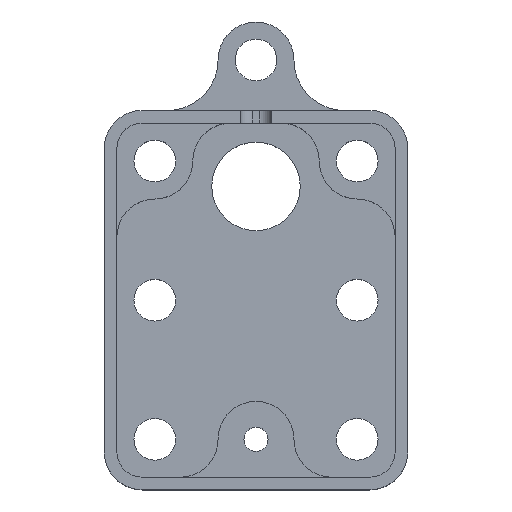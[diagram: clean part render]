
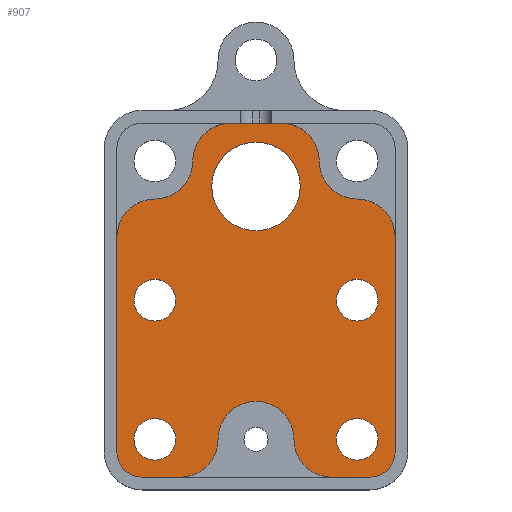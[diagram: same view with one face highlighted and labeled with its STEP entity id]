
A CAD part, top view. The second image highlights one B-rep face of the part: STEP entity #907.
In plain terms, the highlighted planar face has unit normal (0, 0, 1).
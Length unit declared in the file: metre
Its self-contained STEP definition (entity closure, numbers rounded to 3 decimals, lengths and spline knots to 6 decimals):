
#53=CIRCLE('',#980,0.0035);
#54=CIRCLE('',#981,0.00165);
#55=CIRCLE('',#982,0.00165);
#56=CIRCLE('',#983,0.00165);
#57=CIRCLE('',#984,0.00165);
#58=CIRCLE('',#985,0.003);
#59=CIRCLE('',#986,0.003);
#60=CIRCLE('',#987,0.003);
#61=CIRCLE('',#988,0.003);
#62=CIRCLE('',#989,0.003);
#63=CIRCLE('',#990,0.002);
#64=CIRCLE('',#991,0.003);
#65=CIRCLE('',#992,0.003);
#66=CIRCLE('',#993,0.003);
#67=CIRCLE('',#994,0.002);
#68=CIRCLE('',#995,0.003);
#139=ORIENTED_EDGE('',*,*,#401,.F.);
#140=ORIENTED_EDGE('',*,*,#402,.F.);
#141=ORIENTED_EDGE('',*,*,#403,.F.);
#142=ORIENTED_EDGE('',*,*,#404,.F.);
#143=ORIENTED_EDGE('',*,*,#405,.F.);
#144=ORIENTED_EDGE('',*,*,#406,.F.);
#145=ORIENTED_EDGE('',*,*,#407,.T.);
#146=ORIENTED_EDGE('',*,*,#408,.F.);
#147=ORIENTED_EDGE('',*,*,#409,.F.);
#148=ORIENTED_EDGE('',*,*,#410,.T.);
#149=ORIENTED_EDGE('',*,*,#411,.F.);
#150=ORIENTED_EDGE('',*,*,#412,.T.);
#151=ORIENTED_EDGE('',*,*,#413,.F.);
#152=ORIENTED_EDGE('',*,*,#414,.T.);
#153=ORIENTED_EDGE('',*,*,#415,.T.);
#154=ORIENTED_EDGE('',*,*,#416,.F.);
#155=ORIENTED_EDGE('',*,*,#417,.T.);
#156=ORIENTED_EDGE('',*,*,#418,.T.);
#157=ORIENTED_EDGE('',*,*,#419,.F.);
#158=ORIENTED_EDGE('',*,*,#420,.T.);
#159=ORIENTED_EDGE('',*,*,#421,.T.);
#401=EDGE_CURVE('',#531,#531,#53,.T.);
#402=EDGE_CURVE('',#532,#532,#54,.T.);
#403=EDGE_CURVE('',#533,#533,#55,.T.);
#404=EDGE_CURVE('',#534,#534,#56,.T.);
#405=EDGE_CURVE('',#535,#535,#57,.T.);
#406=EDGE_CURVE('',#536,#537,#58,.T.);
#407=EDGE_CURVE('',#536,#538,#59,.T.);
#408=EDGE_CURVE('',#539,#538,#617,.T.);
#409=EDGE_CURVE('',#540,#539,#60,.F.);
#410=EDGE_CURVE('',#540,#541,#61,.F.);
#411=EDGE_CURVE('',#542,#541,#62,.F.);
#412=EDGE_CURVE('',#542,#543,#618,.T.);
#413=EDGE_CURVE('',#544,#543,#63,.F.);
#414=EDGE_CURVE('',#544,#545,#619,.T.);
#415=EDGE_CURVE('',#545,#546,#64,.T.);
#416=EDGE_CURVE('',#547,#546,#65,.T.);
#417=EDGE_CURVE('',#547,#548,#66,.T.);
#418=EDGE_CURVE('',#548,#549,#620,.T.);
#419=EDGE_CURVE('',#550,#549,#67,.F.);
#420=EDGE_CURVE('',#550,#551,#621,.T.);
#421=EDGE_CURVE('',#551,#537,#68,.T.);
#531=VERTEX_POINT('',#1439);
#532=VERTEX_POINT('',#1441);
#533=VERTEX_POINT('',#1443);
#534=VERTEX_POINT('',#1445);
#535=VERTEX_POINT('',#1447);
#536=VERTEX_POINT('',#1449);
#537=VERTEX_POINT('',#1450);
#538=VERTEX_POINT('',#1452);
#539=VERTEX_POINT('',#1454);
#540=VERTEX_POINT('',#1456);
#541=VERTEX_POINT('',#1458);
#542=VERTEX_POINT('',#1460);
#543=VERTEX_POINT('',#1462);
#544=VERTEX_POINT('',#1464);
#545=VERTEX_POINT('',#1466);
#546=VERTEX_POINT('',#1468);
#547=VERTEX_POINT('',#1470);
#548=VERTEX_POINT('',#1472);
#549=VERTEX_POINT('',#1474);
#550=VERTEX_POINT('',#1476);
#551=VERTEX_POINT('',#1478);
#617=LINE('',#1453,#687);
#618=LINE('',#1461,#688);
#619=LINE('',#1465,#689);
#620=LINE('',#1473,#690);
#621=LINE('',#1477,#691);
#687=VECTOR('',#1142,1.);
#688=VECTOR('',#1149,1.);
#689=VECTOR('',#1152,1.);
#690=VECTOR('',#1159,1.);
#691=VECTOR('',#1162,1.);
#737=EDGE_LOOP('',(#139));
#738=EDGE_LOOP('',(#140));
#739=EDGE_LOOP('',(#141));
#740=EDGE_LOOP('',(#142));
#741=EDGE_LOOP('',(#143));
#742=EDGE_LOOP('',(#144,#145,#146,#147,#148,#149,#150,#151,#152,#153,#154,
#155,#156,#157,#158,#159));
#813=FACE_BOUND('',#737,.T.);
#814=FACE_BOUND('',#738,.T.);
#815=FACE_BOUND('',#739,.T.);
#816=FACE_BOUND('',#740,.T.);
#817=FACE_BOUND('',#741,.T.);
#818=FACE_BOUND('',#742,.T.);
#889=PLANE('',#979);
#907=ADVANCED_FACE('',(#813,#814,#815,#816,#817,#818),#889,.T.);
#979=AXIS2_PLACEMENT_3D('',#1437,#1126,#1127);
#980=AXIS2_PLACEMENT_3D('',#1438,#1128,#1129);
#981=AXIS2_PLACEMENT_3D('',#1440,#1130,#1131);
#982=AXIS2_PLACEMENT_3D('',#1442,#1132,#1133);
#983=AXIS2_PLACEMENT_3D('',#1444,#1134,#1135);
#984=AXIS2_PLACEMENT_3D('',#1446,#1136,#1137);
#985=AXIS2_PLACEMENT_3D('',#1448,#1138,#1139);
#986=AXIS2_PLACEMENT_3D('',#1451,#1140,#1141);
#987=AXIS2_PLACEMENT_3D('',#1455,#1143,#1144);
#988=AXIS2_PLACEMENT_3D('',#1457,#1145,#1146);
#989=AXIS2_PLACEMENT_3D('',#1459,#1147,#1148);
#990=AXIS2_PLACEMENT_3D('',#1463,#1150,#1151);
#991=AXIS2_PLACEMENT_3D('',#1467,#1153,#1154);
#992=AXIS2_PLACEMENT_3D('',#1469,#1155,#1156);
#993=AXIS2_PLACEMENT_3D('',#1471,#1157,#1158);
#994=AXIS2_PLACEMENT_3D('',#1475,#1160,#1161);
#995=AXIS2_PLACEMENT_3D('',#1479,#1163,#1164);
#1126=DIRECTION('',(0.,0.,1.));
#1127=DIRECTION('',(1.,0.,0.));
#1128=DIRECTION('',(0.,0.,1.));
#1129=DIRECTION('',(1.,0.,0.));
#1130=DIRECTION('',(0.,0.,1.));
#1131=DIRECTION('',(1.,0.,0.));
#1132=DIRECTION('',(0.,0.,1.));
#1133=DIRECTION('',(1.,0.,0.));
#1134=DIRECTION('',(0.,0.,1.));
#1135=DIRECTION('',(1.,0.,0.));
#1136=DIRECTION('',(0.,0.,1.));
#1137=DIRECTION('',(1.,0.,0.));
#1138=DIRECTION('',(0.,0.,1.));
#1139=DIRECTION('',(1.,0.,0.));
#1140=DIRECTION('',(0.,0.,1.));
#1141=DIRECTION('',(1.,0.,0.));
#1142=DIRECTION('',(1.,0.,0.));
#1143=DIRECTION('',(0.,0.,1.));
#1144=DIRECTION('',(1.,0.,0.));
#1145=DIRECTION('',(0.,0.,1.));
#1146=DIRECTION('',(1.,0.,0.));
#1147=DIRECTION('',(0.,0.,1.));
#1148=DIRECTION('',(1.,0.,0.));
#1149=DIRECTION('',(0.,-1.,0.));
#1150=DIRECTION('',(0.,0.,1.));
#1151=DIRECTION('',(1.,0.,0.));
#1152=DIRECTION('',(1.,0.,0.));
#1153=DIRECTION('',(0.,0.,1.));
#1154=DIRECTION('',(1.,0.,0.));
#1155=DIRECTION('',(0.,0.,1.));
#1156=DIRECTION('',(1.,0.,0.));
#1157=DIRECTION('',(0.,0.,1.));
#1158=DIRECTION('',(1.,0.,0.));
#1159=DIRECTION('',(1.,0.,0.));
#1160=DIRECTION('',(0.,0.,1.));
#1161=DIRECTION('',(1.,0.,0.));
#1162=DIRECTION('',(0.,1.,0.));
#1163=DIRECTION('',(0.,0.,1.));
#1164=DIRECTION('',(1.,0.,0.));
#1437=CARTESIAN_POINT('',(0.,0.,0.0032));
#1438=CARTESIAN_POINT('',(0.,0.009,0.0032));
#1439=CARTESIAN_POINT('',(0.0035,0.009,0.0032));
#1440=CARTESIAN_POINT('',(-0.008,0.,0.0032));
#1441=CARTESIAN_POINT('',(-0.00635,0.,0.0032));
#1442=CARTESIAN_POINT('',(-0.008,-0.011,0.0032));
#1443=CARTESIAN_POINT('',(-0.00635,-0.011,0.0032));
#1444=CARTESIAN_POINT('',(0.008,-0.011,0.0032));
#1445=CARTESIAN_POINT('',(0.00965,-0.011,0.0032));
#1446=CARTESIAN_POINT('',(0.008,0.,0.0032));
#1447=CARTESIAN_POINT('',(0.00965,0.,0.0032));
#1448=CARTESIAN_POINT('',(0.008,0.011,0.0032));
#1449=CARTESIAN_POINT('',(0.005,0.011,0.0032));
#1450=CARTESIAN_POINT('',(0.008,0.008,0.0032));
#1451=CARTESIAN_POINT('',(0.002,0.011,0.0032));
#1452=CARTESIAN_POINT('',(0.002,0.014,0.0032));
#1453=CARTESIAN_POINT('',(0.,0.014,0.0032));
#1454=CARTESIAN_POINT('',(-0.002,0.014,0.0032));
#1455=CARTESIAN_POINT('',(-0.002,0.011,0.0032));
#1456=CARTESIAN_POINT('',(-0.005,0.011,0.0032));
#1457=CARTESIAN_POINT('',(-0.008,0.011,0.0032));
#1458=CARTESIAN_POINT('',(-0.008,0.008,0.0032));
#1459=CARTESIAN_POINT('',(-0.008,0.005,0.0032));
#1460=CARTESIAN_POINT('',(-0.011,0.005,0.0032));
#1461=CARTESIAN_POINT('',(-0.011,0.,0.0032));
#1462=CARTESIAN_POINT('',(-0.011,-0.012,0.0032));
#1463=CARTESIAN_POINT('',(-0.009,-0.012,0.0032));
#1464=CARTESIAN_POINT('',(-0.009,-0.014,0.0032));
#1465=CARTESIAN_POINT('',(0.,-0.014,0.0032));
#1466=CARTESIAN_POINT('',(-0.006,-0.014,0.0032));
#1467=CARTESIAN_POINT('',(-0.006,-0.011,0.0032));
#1468=CARTESIAN_POINT('',(-0.003,-0.011,0.0032));
#1469=CARTESIAN_POINT('',(0.,-0.011,0.0032));
#1470=CARTESIAN_POINT('',(0.003,-0.011,0.0032));
#1471=CARTESIAN_POINT('',(0.006,-0.011,0.0032));
#1472=CARTESIAN_POINT('',(0.006,-0.014,0.0032));
#1473=CARTESIAN_POINT('',(0.,-0.014,0.0032));
#1474=CARTESIAN_POINT('',(0.009,-0.014,0.0032));
#1475=CARTESIAN_POINT('',(0.009,-0.012,0.0032));
#1476=CARTESIAN_POINT('',(0.011,-0.012,0.0032));
#1477=CARTESIAN_POINT('',(0.011,0.,0.0032));
#1478=CARTESIAN_POINT('',(0.011,0.005,0.0032));
#1479=CARTESIAN_POINT('',(0.008,0.005,0.0032));
